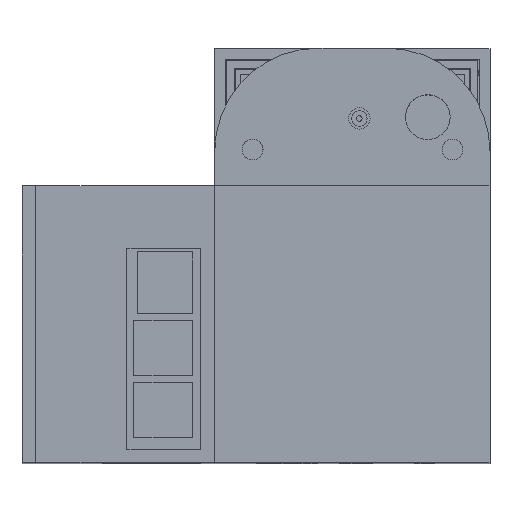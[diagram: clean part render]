
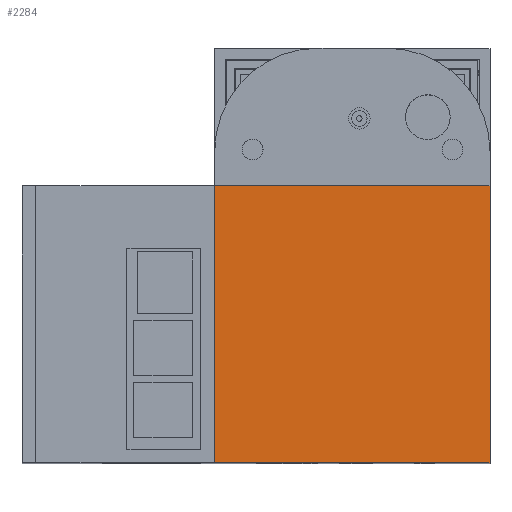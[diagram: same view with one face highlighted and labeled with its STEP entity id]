
A CAD part, top view. The second image highlights one B-rep face of the part: STEP entity #2284.
In plain terms, the highlighted planar face has unit normal (0, 0, 1).
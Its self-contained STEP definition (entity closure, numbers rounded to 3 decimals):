
#2284=ADVANCED_FACE('',(#3621),#3061,.T.);
#3061=PLANE('',#15186);
#3621=FACE_OUTER_BOUND('',#4432,.T.);
#4432=EDGE_LOOP('',(#5889,#5890,#5891,#5892));
#5889=ORIENTED_EDGE('',*,*,#11011,.T.);
#5890=ORIENTED_EDGE('',*,*,#11015,.T.);
#5891=ORIENTED_EDGE('',*,*,#11018,.T.);
#5892=ORIENTED_EDGE('',*,*,#11020,.T.);
#9563=VERTEX_POINT('',#19464);
#9564=VERTEX_POINT('',#19466);
#9566=VERTEX_POINT('',#19472);
#9568=VERTEX_POINT('',#19478);
#11011=EDGE_CURVE('',#9564,#9563,#12911,.T.);
#11015=EDGE_CURVE('',#9563,#9566,#12915,.T.);
#11018=EDGE_CURVE('',#9566,#9568,#12918,.T.);
#11020=EDGE_CURVE('',#9568,#9564,#12920,.T.);
#12911=LINE('',#19465,#13955);
#12915=LINE('',#19473,#13959);
#12918=LINE('',#19479,#13962);
#12920=LINE('',#19482,#13964);
#13955=VECTOR('',#16461,1.);
#13959=VECTOR('',#16467,1.);
#13962=VECTOR('',#16472,1.);
#13964=VECTOR('',#16476,1.);
#15186=AXIS2_PLACEMENT_3D('',#19484,#16479,#16480);
#16461=DIRECTION('',(-1.,0.,0.));
#16467=DIRECTION('',(0.,-1.,0.));
#16472=DIRECTION('',(1.,0.,0.));
#16476=DIRECTION('',(0.,1.,0.));
#16479=DIRECTION('',(0.,0.,1.));
#16480=DIRECTION('',(1.,0.,0.));
#19464=CARTESIAN_POINT('',(-5.,0.,168.5));
#19465=CARTESIAN_POINT('',(75.,0.,168.5));
#19466=CARTESIAN_POINT('',(75.,0.,168.5));
#19472=CARTESIAN_POINT('',(-5.,-80.5,168.5));
#19473=CARTESIAN_POINT('',(-5.,0.,168.5));
#19478=CARTESIAN_POINT('',(75.,-80.5,168.5));
#19479=CARTESIAN_POINT('',(0.,-80.5,168.5));
#19482=CARTESIAN_POINT('',(75.,-80.5,168.5));
#19484=CARTESIAN_POINT('',(0.,0.,168.5));
